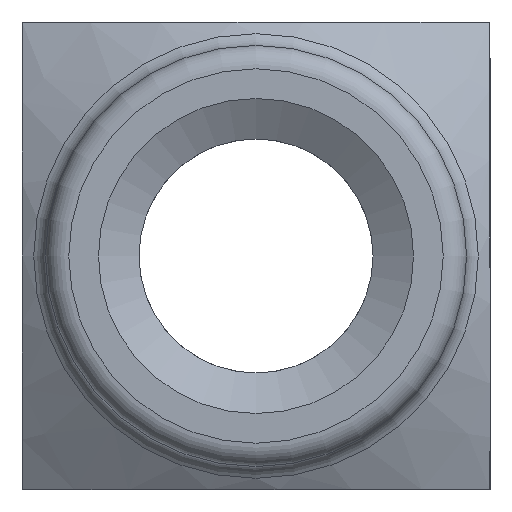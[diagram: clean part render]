
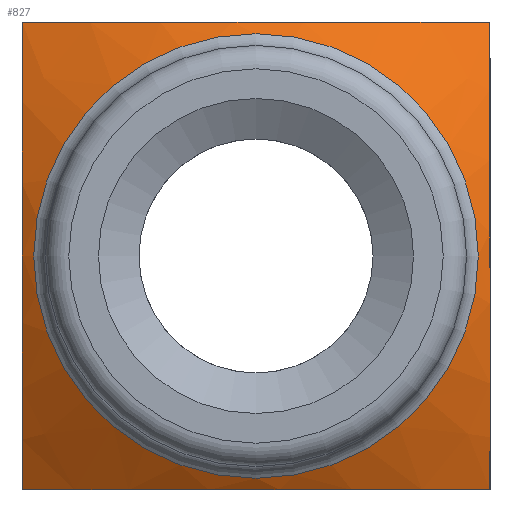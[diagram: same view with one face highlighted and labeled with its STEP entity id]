
A CAD part, front view. The second image highlights one B-rep face of the part: STEP entity #827.
In plain terms, the highlighted conical face has half-angle 60 degrees and reference radius 4.5 mm.
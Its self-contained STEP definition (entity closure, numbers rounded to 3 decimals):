
#7 = CARTESIAN_POINT ( 'NONE',  ( 5., -22.211, 0.429 ) ) ;
#8 = CARTESIAN_POINT ( 'NONE',  ( -4.201, -21.342, -5. ) ) ;
#23 = CARTESIAN_POINT ( 'NONE',  ( -5., -21.016, -5. ) ) ;
#37 = AXIS2_PLACEMENT_3D ( 'NONE', #268, #599, #582 ) ;
#52 = CARTESIAN_POINT ( 'NONE',  ( -5., -21.637, -3.39 ) ) ;
#62 = CARTESIAN_POINT ( 'NONE',  ( -1.725, -22.054, -5. ) ) ;
#64 = CARTESIAN_POINT ( 'NONE',  ( -5., -21.342, 4.201 ) ) ;
#68 = VERTEX_POINT ( 'NONE', #23 ) ;
#76 = CARTESIAN_POINT ( 'NONE',  ( 5., -21.016, 5. ) ) ;
#79 = CARTESIAN_POINT ( 'NONE',  ( 5., -21.964, -2.146 ) ) ;
#133 = CARTESIAN_POINT ( 'NONE',  ( -5., -22.211, -0.429 ) ) ;
#139 = CARTESIAN_POINT ( 'NONE',  ( 5., -21.342, 4.201 ) ) ;
#140 = CARTESIAN_POINT ( 'NONE',  ( 5., -21.016, -5. ) ) ;
#141 = CARTESIAN_POINT ( 'NONE',  ( -4.201, -21.342, 5. ) ) ;
#145 = CARTESIAN_POINT ( 'NONE',  ( 0.432, -22.203, 5. ) ) ;
#196 = CARTESIAN_POINT ( 'NONE',  ( 4.201, -21.342, 5. ) ) ;
#201 = CARTESIAN_POINT ( 'NONE',  ( -0.864, -22.171, -5. ) ) ;
#206 = CARTESIAN_POINT ( 'NONE',  ( 0.856, -22.179, -5. ) ) ;
#211 = CARTESIAN_POINT ( 'NONE',  ( -0.429, -22.211, 5. ) ) ;
#213 = CARTESIAN_POINT ( 'NONE',  ( -1.082, -22.147, -5. ) ) ;
#235 = B_SPLINE_CURVE_WITH_KNOTS ( 'NONE', 3,
 ( #681, #141, #749, #679, #538, #668, #211, #481, #145, #343, #840, #262, #380, #314, #196, #536 ),
 .UNSPECIFIED., .F., .F.,
 ( 4, 2, 2, 2, 2, 2, 2, 4 ),
 ( 0.011, 0.014, 0.015, 0.017, 0.017, 0.018, 0.019, 0.022 ),
 .UNSPECIFIED. ) ;
#252 = CARTESIAN_POINT ( 'NONE',  ( -5., -22.171, 0.864 ) ) ;
#258 = CARTESIAN_POINT ( 'NONE',  ( -5., -22.057, -1.707 ) ) ;
#262 = CARTESIAN_POINT ( 'NONE',  ( 1.725, -22.054, 5. ) ) ;
#265 = CARTESIAN_POINT ( 'NONE',  ( 5., -22.211, -0.216 ) ) ;
#266 = ORIENTED_EDGE ( 'NONE', *, *, #438, .T. ) ;
#268 = CARTESIAN_POINT ( 'NONE',  ( 0., -22.5, 0. ) ) ;
#274 = CARTESIAN_POINT ( 'NONE',  ( 5., -22.171, -0.864 ) ) ;
#277 = CARTESIAN_POINT ( 'NONE',  ( 5., -21.637, 3.39 ) ) ;
#283 = CARTESIAN_POINT ( 'NONE',  ( -3.392, -21.636, -5. ) ) ;
#300 = ORIENTED_EDGE ( 'NONE', *, *, #532, .F. ) ;
#306 = CARTESIAN_POINT ( 'NONE',  ( 0., -22.356, 0. ) ) ;
#314 = CARTESIAN_POINT ( 'NONE',  ( 3.392, -21.636, 5. ) ) ;
#324 = EDGE_CURVE ( 'NONE', #597, #607, #501, .T. ) ;
#333 = CARTESIAN_POINT ( 'NONE',  ( -0.432, -22.203, -5. ) ) ;
#336 = CARTESIAN_POINT ( 'NONE',  ( 5., -21.968, 2.131 ) ) ;
#340 = CARTESIAN_POINT ( 'NONE',  ( 5., -22.057, 1.707 ) ) ;
#342 = EDGE_CURVE ( 'NONE', #423, #597, #235, .T. ) ;
#343 = CARTESIAN_POINT ( 'NONE',  ( 0.864, -22.171, 5. ) ) ;
#351 = EDGE_CURVE ( 'NONE', #68, #423, #690, .T. ) ;
#379 = ORIENTED_EDGE ( 'NONE', *, *, #342, .F. ) ;
#380 = CARTESIAN_POINT ( 'NONE',  ( 2.146, -21.964, 5. ) ) ;
#386 = FACE_BOUND ( 'NONE', #443, .T. ) ;
#393 = FACE_OUTER_BOUND ( 'NONE', #535, .T. ) ;
#395 = CARTESIAN_POINT ( 'NONE',  ( 3.39, -21.637, -5. ) ) ;
#398 = CARTESIAN_POINT ( 'NONE',  ( -5., -22.203, 0.432 ) ) ;
#410 = CARTESIAN_POINT ( 'NONE',  ( 0.429, -22.211, -5. ) ) ;
#419 = CONICAL_SURFACE ( 'NONE', #37, 4.5, 1.047 ) ;
#423 = VERTEX_POINT ( 'NONE', #432 ) ;
#432 = CARTESIAN_POINT ( 'NONE',  ( -5., -21.016, 5. ) ) ;
#438 = EDGE_CURVE ( 'NONE', #526, #526, #676, .T. ) ;
#443 = EDGE_LOOP ( 'NONE', ( #266 ) ) ;
#455 = DIRECTION ( 'NONE',  ( 0., 1., 0. ) ) ;
#463 = CARTESIAN_POINT ( 'NONE',  ( -5., -22.179, -0.856 ) ) ;
#481 = CARTESIAN_POINT ( 'NONE',  ( 0.216, -22.211, 5. ) ) ;
#501 = B_SPLINE_CURVE_WITH_KNOTS ( 'NONE', 3,
 ( #76, #139, #277, #336, #340, #611, #7, #265, #736, #274, #550, #547, #79, #810, #806, #743 ),
 .UNSPECIFIED., .F., .F.,
 ( 4, 2, 2, 2, 2, 2, 2, 4 ),
 ( 0.011, 0.014, 0.015, 0.017, 0.017, 0.018, 0.019, 0.022 ),
 .UNSPECIFIED. ) ;
#517 = CARTESIAN_POINT ( 'NONE',  ( -5., -21.636, 3.392 ) ) ;
#526 = VERTEX_POINT ( 'NONE', #785 ) ;
#532 = EDGE_CURVE ( 'NONE', #607, #68, #640, .T. ) ;
#535 = EDGE_LOOP ( 'NONE', ( #709, #300, #855, #379 ) ) ;
#536 = CARTESIAN_POINT ( 'NONE',  ( 5., -21.016, 5. ) ) ;
#538 = CARTESIAN_POINT ( 'NONE',  ( -1.707, -22.057, 5. ) ) ;
#547 = CARTESIAN_POINT ( 'NONE',  ( 5., -22.054, -1.725 ) ) ;
#550 = CARTESIAN_POINT ( 'NONE',  ( 5., -22.147, -1.082 ) ) ;
#551 = CARTESIAN_POINT ( 'NONE',  ( 5., -21.016, -5. ) ) ;
#581 = CARTESIAN_POINT ( 'NONE',  ( -5., -22.211, 0.216 ) ) ;
#582 = DIRECTION ( 'NONE',  ( -1., 0., 0. ) ) ;
#586 = CARTESIAN_POINT ( 'NONE',  ( -5., -21.016, -5. ) ) ;
#593 = CARTESIAN_POINT ( 'NONE',  ( -5., -21.964, 2.146 ) ) ;
#597 = VERTEX_POINT ( 'NONE', #741 ) ;
#599 = DIRECTION ( 'NONE',  ( 0., 1., 0. ) ) ;
#607 = VERTEX_POINT ( 'NONE', #551 ) ;
#610 = CARTESIAN_POINT ( 'NONE',  ( 1.707, -22.057, -5. ) ) ;
#611 = CARTESIAN_POINT ( 'NONE',  ( 5., -22.179, 0.856 ) ) ;
#615 = CARTESIAN_POINT ( 'NONE',  ( -2.146, -21.964, -5. ) ) ;
#623 = AXIS2_PLACEMENT_3D ( 'NONE', #306, #455, #788 ) ;
#640 = B_SPLINE_CURVE_WITH_KNOTS ( 'NONE', 3,
 ( #140, #682, #395, #673, #610, #206, #410, #737, #333, #201, #213, #62, #615, #283, #8, #680 ),
 .UNSPECIFIED., .F., .F.,
 ( 4, 2, 2, 2, 2, 2, 2, 4 ),
 ( 0.011, 0.014, 0.015, 0.017, 0.017, 0.018, 0.019, 0.022 ),
 .UNSPECIFIED. ) ;
#652 = CARTESIAN_POINT ( 'NONE',  ( -5., -21.342, -4.201 ) ) ;
#666 = CARTESIAN_POINT ( 'NONE',  ( -5., -22.054, 1.725 ) ) ;
#668 = CARTESIAN_POINT ( 'NONE',  ( -0.856, -22.179, 5. ) ) ;
#673 = CARTESIAN_POINT ( 'NONE',  ( 2.131, -21.968, -5. ) ) ;
#676 = CIRCLE ( 'NONE', #623, 4.75 ) ;
#679 = CARTESIAN_POINT ( 'NONE',  ( -2.131, -21.968, 5. ) ) ;
#680 = CARTESIAN_POINT ( 'NONE',  ( -5., -21.016, -5. ) ) ;
#681 = CARTESIAN_POINT ( 'NONE',  ( -5., -21.016, 5. ) ) ;
#682 = CARTESIAN_POINT ( 'NONE',  ( 4.201, -21.342, -5. ) ) ;
#690 = B_SPLINE_CURVE_WITH_KNOTS ( 'NONE', 3,
 ( #586, #652, #52, #735, #258, #463, #133, #581, #398, #252, #772, #666, #593, #517, #64, #778 ),
 .UNSPECIFIED., .F., .F.,
 ( 4, 2, 2, 2, 2, 2, 2, 4 ),
 ( 0.011, 0.014, 0.015, 0.017, 0.017, 0.018, 0.019, 0.022 ),
 .UNSPECIFIED. ) ;
#709 = ORIENTED_EDGE ( 'NONE', *, *, #351, .F. ) ;
#735 = CARTESIAN_POINT ( 'NONE',  ( -5., -21.968, -2.131 ) ) ;
#736 = CARTESIAN_POINT ( 'NONE',  ( 5., -22.203, -0.432 ) ) ;
#737 = CARTESIAN_POINT ( 'NONE',  ( -0.216, -22.211, -5. ) ) ;
#741 = CARTESIAN_POINT ( 'NONE',  ( 5., -21.016, 5. ) ) ;
#743 = CARTESIAN_POINT ( 'NONE',  ( 5., -21.016, -5. ) ) ;
#749 = CARTESIAN_POINT ( 'NONE',  ( -3.39, -21.637, 5. ) ) ;
#772 = CARTESIAN_POINT ( 'NONE',  ( -5., -22.147, 1.082 ) ) ;
#778 = CARTESIAN_POINT ( 'NONE',  ( -5., -21.016, 5. ) ) ;
#785 = CARTESIAN_POINT ( 'NONE',  ( -4.75, -22.356, 0. ) ) ;
#788 = DIRECTION ( 'NONE',  ( -1., 0., 0. ) ) ;
#806 = CARTESIAN_POINT ( 'NONE',  ( 5., -21.342, -4.201 ) ) ;
#810 = CARTESIAN_POINT ( 'NONE',  ( 5., -21.636, -3.392 ) ) ;
#827 = ADVANCED_FACE ( 'NONE', ( #386, #393 ), #419, .T. ) ;
#840 = CARTESIAN_POINT ( 'NONE',  ( 1.082, -22.147, 5. ) ) ;
#855 = ORIENTED_EDGE ( 'NONE', *, *, #324, .F. ) ;
